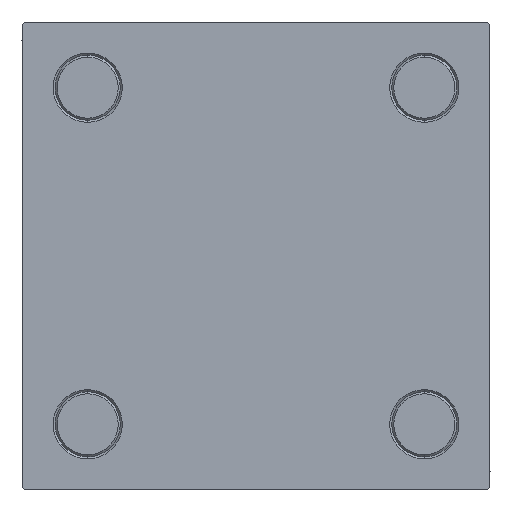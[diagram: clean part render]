
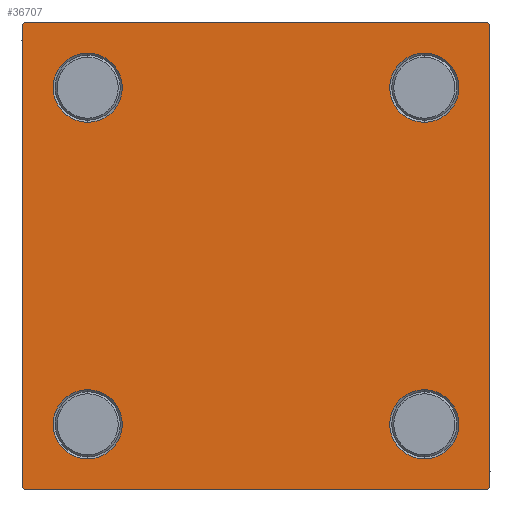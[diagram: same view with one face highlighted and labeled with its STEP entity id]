
A CAD part, left-side view. The second image highlights one B-rep face of the part: STEP entity #36707.
In plain terms, the highlighted planar face has unit normal (-1, 0, 0).
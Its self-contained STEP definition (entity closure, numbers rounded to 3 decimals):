
#209 = LINE ( 'NONE', #11935, #47324 ) ;
#232 = AXIS2_PLACEMENT_3D ( 'NONE', #6133, #21677, #9937 ) ;
#1529 = CARTESIAN_POINT ( 'NONE',  ( 0., -41.35, -41.35 ) ) ;
#1980 = EDGE_CURVE ( 'NONE', #24604, #21518, #19616, .T. ) ;
#2011 = CARTESIAN_POINT ( 'NONE',  ( 0., -41.35, 32.85 ) ) ;
#2763 = CARTESIAN_POINT ( 'NONE',  ( 0., -41.35, 41.35 ) ) ;
#3134 = LINE ( 'NONE', #22754, #40034 ) ;
#3225 = LINE ( 'NONE', #11371, #7914 ) ;
#3285 = CARTESIAN_POINT ( 'NONE',  ( 0., -57.5, 57. ) ) ;
#3324 = VERTEX_POINT ( 'NONE', #29847 ) ;
#3625 = FACE_BOUND ( 'NONE', #32829, .T. ) ;
#3956 = VERTEX_POINT ( 'NONE', #16148 ) ;
#4336 = AXIS2_PLACEMENT_3D ( 'NONE', #21403, #41000, #5361 ) ;
#4990 = LINE ( 'NONE', #43703, #5923 ) ;
#5084 = EDGE_CURVE ( 'NONE', #46623, #26718, #3134, .T. ) ;
#5361 = DIRECTION ( 'NONE',  ( 0., 0., 1. ) ) ;
#5513 = EDGE_LOOP ( 'NONE', ( #17505, #34620 ) ) ;
#5626 = DIRECTION ( 'NONE',  ( 1., 0., 0. ) ) ;
#5923 = VECTOR ( 'NONE', #16992, 1000. ) ;
#6133 = CARTESIAN_POINT ( 'NONE',  ( 0., -41.35, -41.35 ) ) ;
#6289 = VERTEX_POINT ( 'NONE', #17880 ) ;
#6311 = AXIS2_PLACEMENT_3D ( 'NONE', #30868, #11505, #14340 ) ;
#6911 = CARTESIAN_POINT ( 'NONE',  ( 0., 41.35, 49.85 ) ) ;
#7191 = FACE_BOUND ( 'NONE', #5513, .T. ) ;
#7256 = EDGE_CURVE ( 'NONE', #32363, #20982, #48238, .T. ) ;
#7374 = EDGE_CURVE ( 'NONE', #39903, #22455, #24864, .T. ) ;
#7384 = CARTESIAN_POINT ( 'NONE',  ( 0., -41.35, -49.85 ) ) ;
#7653 = CARTESIAN_POINT ( 'NONE',  ( 0., 41.35, 41.35 ) ) ;
#7862 = DIRECTION ( 'NONE',  ( 0., 0., -1. ) ) ;
#7914 = VECTOR ( 'NONE', #9911, 1000. ) ;
#9072 = CARTESIAN_POINT ( 'NONE',  ( 0., -57.25, -57.25 ) ) ;
#9214 = CIRCLE ( 'NONE', #4336, 8.5 ) ;
#9275 = VECTOR ( 'NONE', #7862, 1000. ) ;
#9302 = CARTESIAN_POINT ( 'NONE',  ( 0., 57.5, 57.5 ) ) ;
#9911 = DIRECTION ( 'NONE',  ( 0., -1., 0. ) ) ;
#9937 = DIRECTION ( 'NONE',  ( 0., 0., 1. ) ) ;
#10198 = DIRECTION ( 'NONE',  ( 0., 0., 1. ) ) ;
#10381 = CARTESIAN_POINT ( 'NONE',  ( 0., -57.25, 57.25 ) ) ;
#10398 = DIRECTION ( 'NONE',  ( 0., 0., 1. ) ) ;
#10629 = LINE ( 'NONE', #10381, #34306 ) ;
#11262 = FACE_BOUND ( 'NONE', #44414, .T. ) ;
#11371 = CARTESIAN_POINT ( 'NONE',  ( 0., 57.5, -57.5 ) ) ;
#11505 = DIRECTION ( 'NONE',  ( -1., 0., 0. ) ) ;
#11552 = CARTESIAN_POINT ( 'NONE',  ( 0., -57.5, -57. ) ) ;
#11935 = CARTESIAN_POINT ( 'NONE',  ( 0., 57.25, -57.25 ) ) ;
#12455 = CIRCLE ( 'NONE', #232, 8.5 ) ;
#13265 = DIRECTION ( 'NONE',  ( 1., 0., 0. ) ) ;
#13712 = VERTEX_POINT ( 'NONE', #39533 ) ;
#13792 = ORIENTED_EDGE ( 'NONE', *, *, #35224, .T. ) ;
#14205 = CIRCLE ( 'NONE', #36947, 8.5 ) ;
#14272 = VERTEX_POINT ( 'NONE', #2011 ) ;
#14340 = DIRECTION ( 'NONE',  ( 0., 0., 1. ) ) ;
#14899 = EDGE_CURVE ( 'NONE', #3324, #14272, #20404, .T. ) ;
#15473 = ORIENTED_EDGE ( 'NONE', *, *, #46319, .T. ) ;
#16148 = CARTESIAN_POINT ( 'NONE',  ( 0., 57., -57.5 ) ) ;
#16992 = DIRECTION ( 'NONE',  ( 0., 0.707, -0.707 ) ) ;
#17157 = DIRECTION ( 'NONE',  ( 0., 0., 1. ) ) ;
#17497 = CARTESIAN_POINT ( 'NONE',  ( 0., -57., -57.5 ) ) ;
#17505 = ORIENTED_EDGE ( 'NONE', *, *, #7256, .T. ) ;
#17880 = CARTESIAN_POINT ( 'NONE',  ( 0., 41.35, -49.85 ) ) ;
#18090 = EDGE_CURVE ( 'NONE', #31270, #3956, #209, .T. ) ;
#19171 = FACE_BOUND ( 'NONE', #40128, .T. ) ;
#19616 = CIRCLE ( 'NONE', #33422, 8.5 ) ;
#20338 = EDGE_CURVE ( 'NONE', #46623, #32356, #4990, .T. ) ;
#20404 = CIRCLE ( 'NONE', #22843, 8.5 ) ;
#20982 = VERTEX_POINT ( 'NONE', #7384 ) ;
#21403 = CARTESIAN_POINT ( 'NONE',  ( 0., 41.35, -41.35 ) ) ;
#21518 = VERTEX_POINT ( 'NONE', #35174 ) ;
#21677 = DIRECTION ( 'NONE',  ( 1., 0., 0. ) ) ;
#21873 = DIRECTION ( 'NONE',  ( 1., 0., 0. ) ) ;
#22122 = DIRECTION ( 'NONE',  ( 1., 0., 0. ) ) ;
#22230 = FACE_OUTER_BOUND ( 'NONE', #27145, .T. ) ;
#22455 = VERTEX_POINT ( 'NONE', #11552 ) ;
#22644 = VERTEX_POINT ( 'NONE', #3285 ) ;
#22649 = EDGE_CURVE ( 'NONE', #22644, #22455, #50131, .T. ) ;
#22754 = CARTESIAN_POINT ( 'NONE',  ( 0., 57.5, 57.5 ) ) ;
#22843 = AXIS2_PLACEMENT_3D ( 'NONE', #2763, #22122, #10398 ) ;
#23000 = ORIENTED_EDGE ( 'NONE', *, *, #25000, .T. ) ;
#23204 = DIRECTION ( 'NONE',  ( 0., 0., 1. ) ) ;
#24352 = DIRECTION ( 'NONE',  ( 0., -0.707, 0.707 ) ) ;
#24515 = DIRECTION ( 'NONE',  ( 1., 0., 0. ) ) ;
#24521 = CARTESIAN_POINT ( 'NONE',  ( 0., 57., 57.5 ) ) ;
#24604 = VERTEX_POINT ( 'NONE', #6911 ) ;
#24864 = LINE ( 'NONE', #9072, #25468 ) ;
#25000 = EDGE_CURVE ( 'NONE', #14272, #3324, #45917, .T. ) ;
#25173 = ORIENTED_EDGE ( 'NONE', *, *, #7374, .T. ) ;
#25468 = VECTOR ( 'NONE', #24352, 1000. ) ;
#26718 = VERTEX_POINT ( 'NONE', #34013 ) ;
#26776 = PLANE ( 'NONE',  #6311 ) ;
#27000 = DIRECTION ( 'NONE',  ( 1., 0., 0. ) ) ;
#27145 = EDGE_LOOP ( 'NONE', ( #33860, #31835, #13792, #25173, #35249, #28603, #27764, #38757 ) ) ;
#27764 = ORIENTED_EDGE ( 'NONE', *, *, #5084, .F. ) ;
#28603 = ORIENTED_EDGE ( 'NONE', *, *, #41551, .T. ) ;
#28908 = DIRECTION ( 'NONE',  ( 0., 0., -1. ) ) ;
#29038 = VECTOR ( 'NONE', #28908, 1000. ) ;
#29697 = ORIENTED_EDGE ( 'NONE', *, *, #39242, .T. ) ;
#29847 = CARTESIAN_POINT ( 'NONE',  ( 0., -41.35, 49.85 ) ) ;
#30292 = CARTESIAN_POINT ( 'NONE',  ( 0., -57.5, 57.5 ) ) ;
#30868 = CARTESIAN_POINT ( 'NONE',  ( 0., 0., 0. ) ) ;
#31270 = VERTEX_POINT ( 'NONE', #49400 ) ;
#31835 = ORIENTED_EDGE ( 'NONE', *, *, #18090, .T. ) ;
#32036 = DIRECTION ( 'NONE',  ( 0., -0.707, -0.707 ) ) ;
#32356 = VERTEX_POINT ( 'NONE', #43554 ) ;
#32363 = VERTEX_POINT ( 'NONE', #38980 ) ;
#32829 = EDGE_LOOP ( 'NONE', ( #35965, #23000 ) ) ;
#33422 = AXIS2_PLACEMENT_3D ( 'NONE', #7653, #27000, #23204 ) ;
#33860 = ORIENTED_EDGE ( 'NONE', *, *, #34378, .T. ) ;
#34013 = CARTESIAN_POINT ( 'NONE',  ( 0., -57., 57.5 ) ) ;
#34306 = VECTOR ( 'NONE', #50087, 1000. ) ;
#34378 = EDGE_CURVE ( 'NONE', #32356, #31270, #44671, .T. ) ;
#34620 = ORIENTED_EDGE ( 'NONE', *, *, #42004, .T. ) ;
#35107 = ORIENTED_EDGE ( 'NONE', *, *, #48570, .T. ) ;
#35174 = CARTESIAN_POINT ( 'NONE',  ( 0., 41.35, 32.85 ) ) ;
#35224 = EDGE_CURVE ( 'NONE', #3956, #39903, #3225, .T. ) ;
#35249 = ORIENTED_EDGE ( 'NONE', *, *, #22649, .F. ) ;
#35965 = ORIENTED_EDGE ( 'NONE', *, *, #14899, .T. ) ;
#36182 = AXIS2_PLACEMENT_3D ( 'NONE', #41230, #21873, #45802 ) ;
#36707 = ADVANCED_FACE ( 'NONE', ( #3625, #7191, #19171, #11262, #22230 ), #26776, .T. ) ;
#36877 = AXIS2_PLACEMENT_3D ( 'NONE', #1529, #13265, #36925 ) ;
#36925 = DIRECTION ( 'NONE',  ( 0., 0., 1. ) ) ;
#36947 = AXIS2_PLACEMENT_3D ( 'NONE', #43630, #24515, #17157 ) ;
#38757 = ORIENTED_EDGE ( 'NONE', *, *, #20338, .T. ) ;
#38980 = CARTESIAN_POINT ( 'NONE',  ( 0., -41.35, -32.85 ) ) ;
#39242 = EDGE_CURVE ( 'NONE', #21518, #24604, #50281, .T. ) ;
#39533 = CARTESIAN_POINT ( 'NONE',  ( 0., 41.35, -32.85 ) ) ;
#39903 = VERTEX_POINT ( 'NONE', #17497 ) ;
#40034 = VECTOR ( 'NONE', #42351, 1000. ) ;
#40128 = EDGE_LOOP ( 'NONE', ( #15473, #35107 ) ) ;
#41000 = DIRECTION ( 'NONE',  ( 1., 0., 0. ) ) ;
#41147 = ORIENTED_EDGE ( 'NONE', *, *, #1980, .T. ) ;
#41230 = CARTESIAN_POINT ( 'NONE',  ( 0., -41.35, 41.35 ) ) ;
#41551 = EDGE_CURVE ( 'NONE', #22644, #26718, #10629, .T. ) ;
#42004 = EDGE_CURVE ( 'NONE', #20982, #32363, #12455, .T. ) ;
#42351 = DIRECTION ( 'NONE',  ( 0., -1., 0. ) ) ;
#43554 = CARTESIAN_POINT ( 'NONE',  ( 0., 57.5, 57. ) ) ;
#43630 = CARTESIAN_POINT ( 'NONE',  ( 0., 41.35, -41.35 ) ) ;
#43703 = CARTESIAN_POINT ( 'NONE',  ( 0., 57.25, 57.25 ) ) ;
#44414 = EDGE_LOOP ( 'NONE', ( #41147, #29697 ) ) ;
#44614 = AXIS2_PLACEMENT_3D ( 'NONE', #48155, #5626, #10198 ) ;
#44671 = LINE ( 'NONE', #9302, #29038 ) ;
#45802 = DIRECTION ( 'NONE',  ( 0., 0., 1. ) ) ;
#45917 = CIRCLE ( 'NONE', #36182, 8.5 ) ;
#46319 = EDGE_CURVE ( 'NONE', #13712, #6289, #9214, .T. ) ;
#46623 = VERTEX_POINT ( 'NONE', #24521 ) ;
#47324 = VECTOR ( 'NONE', #32036, 1000. ) ;
#48155 = CARTESIAN_POINT ( 'NONE',  ( 0., 41.35, 41.35 ) ) ;
#48238 = CIRCLE ( 'NONE', #36877, 8.5 ) ;
#48570 = EDGE_CURVE ( 'NONE', #6289, #13712, #14205, .T. ) ;
#49400 = CARTESIAN_POINT ( 'NONE',  ( 0., 57.5, -57. ) ) ;
#50087 = DIRECTION ( 'NONE',  ( 0., 0.707, 0.707 ) ) ;
#50131 = LINE ( 'NONE', #30292, #9275 ) ;
#50281 = CIRCLE ( 'NONE', #44614, 8.5 ) ;
